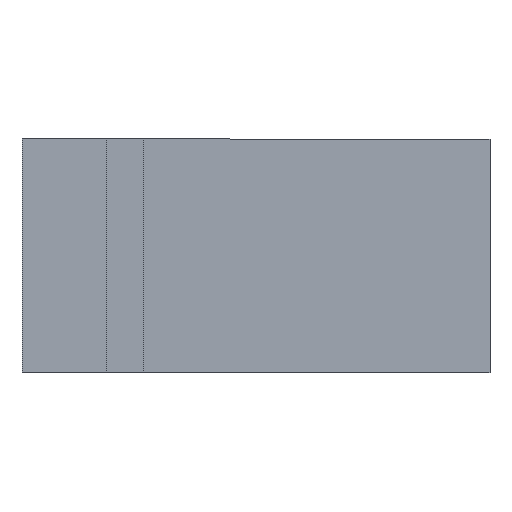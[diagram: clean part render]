
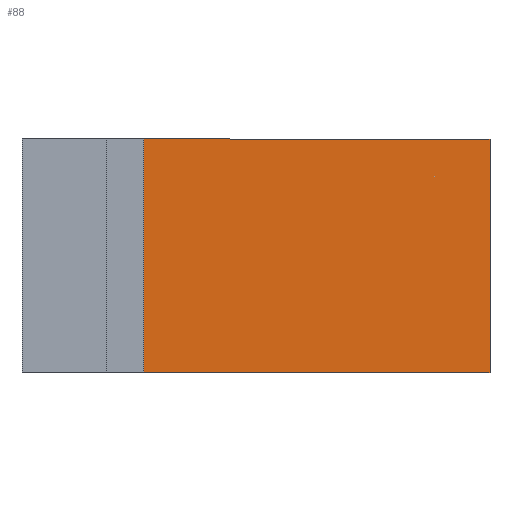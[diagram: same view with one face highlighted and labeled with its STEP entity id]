
A CAD part, front view. The second image highlights one B-rep face of the part: STEP entity #88.
In plain terms, the highlighted planar face has unit normal (0, -1, 0).
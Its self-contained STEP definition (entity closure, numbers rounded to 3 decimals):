
#82 = DIRECTION ( 'NONE',  ( 0., 0., 1. ) ) ;
#88 = ADVANCED_FACE ( 'NONE', ( #220 ), #1257, .F. ) ;
#152 = LINE ( 'NONE', #504, #182 ) ;
#167 = ORIENTED_EDGE ( 'NONE', *, *, #900, .F. ) ;
#182 = VECTOR ( 'NONE', #772, 1000. ) ;
#204 = EDGE_CURVE ( 'NONE', #484, #1166, #152, .T. ) ;
#220 = FACE_OUTER_BOUND ( 'NONE', #588, .T. ) ;
#337 = VECTOR ( 'NONE', #1065, 1000. ) ;
#427 = CARTESIAN_POINT ( 'NONE',  ( 2.6, 1., 0. ) ) ;
#447 = ORIENTED_EDGE ( 'NONE', *, *, #1211, .F. ) ;
#470 = CARTESIAN_POINT ( 'NONE',  ( 2.6, 1., 0. ) ) ;
#478 = AXIS2_PLACEMENT_3D ( 'NONE', #670, #564, #82 ) ;
#479 = CARTESIAN_POINT ( 'NONE',  ( 10., 1., 5. ) ) ;
#484 = VERTEX_POINT ( 'NONE', #975 ) ;
#504 = CARTESIAN_POINT ( 'NONE',  ( 0., 1., 5. ) ) ;
#556 = CARTESIAN_POINT ( 'NONE',  ( 10., 1., 0. ) ) ;
#561 = DIRECTION ( 'NONE',  ( 0., 0., 1. ) ) ;
#564 = DIRECTION ( 'NONE',  ( 0., 1., 0. ) ) ;
#575 = CARTESIAN_POINT ( 'NONE',  ( 10., 1., 0. ) ) ;
#588 = EDGE_LOOP ( 'NONE', ( #882, #447, #167, #1225 ) ) ;
#670 = CARTESIAN_POINT ( 'NONE',  ( 0., 1., 0. ) ) ;
#696 = LINE ( 'NONE', #470, #736 ) ;
#708 = VERTEX_POINT ( 'NONE', #427 ) ;
#736 = VECTOR ( 'NONE', #561, 1000. ) ;
#739 = LINE ( 'NONE', #479, #970 ) ;
#755 = LINE ( 'NONE', #575, #337 ) ;
#772 = DIRECTION ( 'NONE',  ( 1., 0., 0. ) ) ;
#807 = EDGE_CURVE ( 'NONE', #1166, #808, #739, .T. ) ;
#808 = VERTEX_POINT ( 'NONE', #556 ) ;
#882 = ORIENTED_EDGE ( 'NONE', *, *, #204, .F. ) ;
#900 = EDGE_CURVE ( 'NONE', #808, #708, #755, .T. ) ;
#951 = DIRECTION ( 'NONE',  ( 0., 0., -1. ) ) ;
#970 = VECTOR ( 'NONE', #951, 1000. ) ;
#975 = CARTESIAN_POINT ( 'NONE',  ( 2.6, 1., 5. ) ) ;
#1065 = DIRECTION ( 'NONE',  ( -1., 0., 0. ) ) ;
#1166 = VERTEX_POINT ( 'NONE', #1241 ) ;
#1211 = EDGE_CURVE ( 'NONE', #708, #484, #696, .T. ) ;
#1225 = ORIENTED_EDGE ( 'NONE', *, *, #807, .F. ) ;
#1241 = CARTESIAN_POINT ( 'NONE',  ( 10., 1., 5. ) ) ;
#1257 = PLANE ( 'NONE',  #478 ) ;
